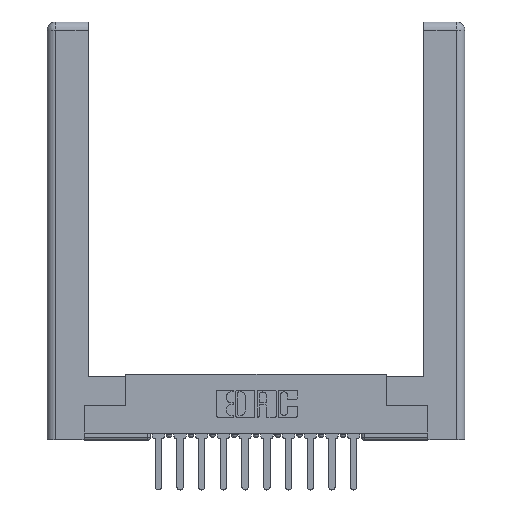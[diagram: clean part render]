
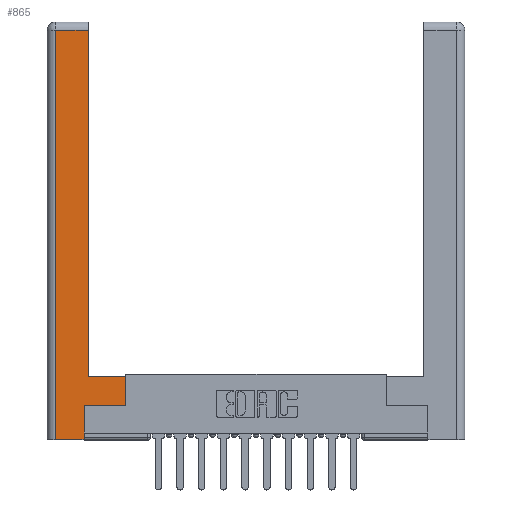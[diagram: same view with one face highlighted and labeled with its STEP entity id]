
A CAD part, top view. The second image highlights one B-rep face of the part: STEP entity #865.
In plain terms, the highlighted planar face has unit normal (0, 0, 1).
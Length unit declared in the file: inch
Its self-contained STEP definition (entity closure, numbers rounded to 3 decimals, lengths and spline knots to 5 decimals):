
#138 = ORIENTED_EDGE ( 'NONE', *, *, #2706, .T. ) ;
#360 = LINE ( 'NONE', #2735, #4892 ) ;
#484 = EDGE_CURVE ( 'NONE', #13196, #12136, #3767, .T. ) ;
#698 = LINE ( 'NONE', #12691, #8528 ) ;
#865 = ADVANCED_FACE ( 'NONE', ( #1014 ), #9367, .F. ) ;
#1014 = FACE_OUTER_BOUND ( 'NONE', #4491, .T. ) ;
#1066 = DIRECTION ( 'NONE',  ( 0., -1., 0. ) ) ;
#2046 = ORIENTED_EDGE ( 'NONE', *, *, #484, .T. ) ;
#2048 = DIRECTION ( 'NONE',  ( 0., 1., 0. ) ) ;
#2446 = VERTEX_POINT ( 'NONE', #15077 ) ;
#2471 = LINE ( 'NONE', #2543, #9502 ) ;
#2534 = CARTESIAN_POINT ( 'NONE',  ( 0., 0., 0. ) ) ;
#2543 = CARTESIAN_POINT ( 'NONE',  ( 0.265, 0., 0. ) ) ;
#2647 = AXIS2_PLACEMENT_3D ( 'NONE', #2534, #10704, #5947 ) ;
#2706 = EDGE_CURVE ( 'NONE', #10993, #13196, #4956, .T. ) ;
#2735 = CARTESIAN_POINT ( 'NONE',  ( 0.265, 0.245, 0. ) ) ;
#2748 = DIRECTION ( 'NONE',  ( -1., 0., 0. ) ) ;
#2849 = CARTESIAN_POINT ( 'NONE',  ( 0.265, 0., 0. ) ) ;
#3131 = VECTOR ( 'NONE', #11184, 39.37008 ) ;
#3767 = LINE ( 'NONE', #12104, #10723 ) ;
#4491 = EDGE_LOOP ( 'NONE', ( #138, #2046, #10561, #10499, #5058, #10124, #13755, #15116 ) ) ;
#4719 = LINE ( 'NONE', #6003, #11315 ) ;
#4892 = VECTOR ( 'NONE', #12039, 39.37008 ) ;
#4943 = LINE ( 'NONE', #11299, #11535 ) ;
#4956 = LINE ( 'NONE', #8635, #3131 ) ;
#5058 = ORIENTED_EDGE ( 'NONE', *, *, #14979, .T. ) ;
#5947 = DIRECTION ( 'NONE',  ( -1., 0., 0. ) ) ;
#6003 = CARTESIAN_POINT ( 'NONE',  ( 0.565, 0.245, 0. ) ) ;
#6537 = CARTESIAN_POINT ( 'NONE',  ( 0.295, 0.45, 0. ) ) ;
#6723 = CARTESIAN_POINT ( 'NONE',  ( 0.295, 0.45, 0. ) ) ;
#7354 = VERTEX_POINT ( 'NONE', #11338 ) ;
#8403 = DIRECTION ( 'NONE',  ( 1., 0., 0. ) ) ;
#8528 = VECTOR ( 'NONE', #1066, 39.37008 ) ;
#8559 = DIRECTION ( 'NONE',  ( 1., 0., 0. ) ) ;
#8569 = EDGE_CURVE ( 'NONE', #10335, #7354, #4943, .T. ) ;
#8635 = CARTESIAN_POINT ( 'NONE',  ( 0.295, 3., 0. ) ) ;
#9367 = PLANE ( 'NONE',  #2647 ) ;
#9376 = VERTEX_POINT ( 'NONE', #10452 ) ;
#9502 = VECTOR ( 'NONE', #8403, 39.37008 ) ;
#10124 = ORIENTED_EDGE ( 'NONE', *, *, #14400, .T. ) ;
#10335 = VERTEX_POINT ( 'NONE', #11144 ) ;
#10452 = CARTESIAN_POINT ( 'NONE',  ( 0.0615, 0., 0. ) ) ;
#10499 = ORIENTED_EDGE ( 'NONE', *, *, #14329, .T. ) ;
#10561 = ORIENTED_EDGE ( 'NONE', *, *, #11728, .T. ) ;
#10562 = VECTOR ( 'NONE', #14863, 39.37008 ) ;
#10704 = DIRECTION ( 'NONE',  ( 0., 0., -1. ) ) ;
#10723 = VECTOR ( 'NONE', #2748, 39.37008 ) ;
#10993 = VERTEX_POINT ( 'NONE', #6537 ) ;
#11144 = CARTESIAN_POINT ( 'NONE',  ( 0.565, 0.245, 0. ) ) ;
#11184 = DIRECTION ( 'NONE',  ( 0., 1., 0. ) ) ;
#11299 = CARTESIAN_POINT ( 'NONE',  ( 0.565, 0.45, 0. ) ) ;
#11315 = VECTOR ( 'NONE', #8559, 39.37008 ) ;
#11338 = CARTESIAN_POINT ( 'NONE',  ( 0.565, 0.45, 0. ) ) ;
#11535 = VECTOR ( 'NONE', #2048, 39.37008 ) ;
#11595 = EDGE_CURVE ( 'NONE', #7354, #10993, #13661, .T. ) ;
#11728 = EDGE_CURVE ( 'NONE', #12136, #9376, #698, .T. ) ;
#12039 = DIRECTION ( 'NONE',  ( 0., 1., 0. ) ) ;
#12092 = CARTESIAN_POINT ( 'NONE',  ( 0.295, 2.94, 0. ) ) ;
#12104 = CARTESIAN_POINT ( 'NONE',  ( 0.0615, 2.94, 0. ) ) ;
#12136 = VERTEX_POINT ( 'NONE', #13588 ) ;
#12691 = CARTESIAN_POINT ( 'NONE',  ( 0.0615, 0., 0. ) ) ;
#13196 = VERTEX_POINT ( 'NONE', #12092 ) ;
#13224 = VERTEX_POINT ( 'NONE', #2849 ) ;
#13588 = CARTESIAN_POINT ( 'NONE',  ( 0.0615, 2.94, 0. ) ) ;
#13661 = LINE ( 'NONE', #6723, #10562 ) ;
#13755 = ORIENTED_EDGE ( 'NONE', *, *, #8569, .T. ) ;
#14329 = EDGE_CURVE ( 'NONE', #9376, #13224, #2471, .T. ) ;
#14400 = EDGE_CURVE ( 'NONE', #2446, #10335, #4719, .T. ) ;
#14863 = DIRECTION ( 'NONE',  ( -1., 0., 0. ) ) ;
#14979 = EDGE_CURVE ( 'NONE', #13224, #2446, #360, .T. ) ;
#15077 = CARTESIAN_POINT ( 'NONE',  ( 0.265, 0.245, 0. ) ) ;
#15116 = ORIENTED_EDGE ( 'NONE', *, *, #11595, .T. ) ;
